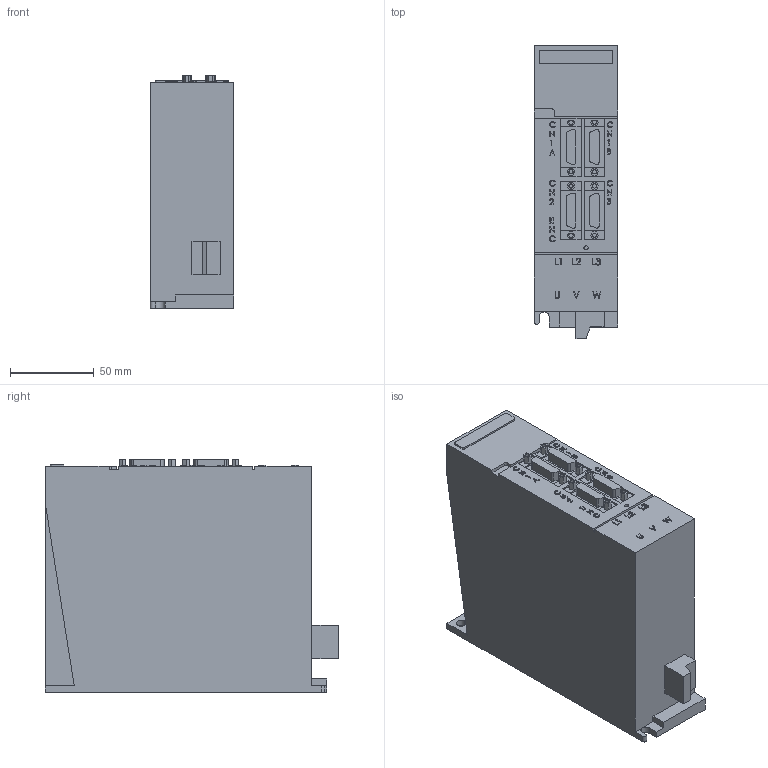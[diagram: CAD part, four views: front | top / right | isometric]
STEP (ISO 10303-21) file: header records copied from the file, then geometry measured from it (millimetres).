
FILE_DESCRIPTION (( 'STEP AP203' ), '1' );
FILE_NAME ('Servo-ampliflier-MR-J2S-10AB-Aratron-STEP.step', '2002-08-21T13:07:20', ( 'Jimmy Richardsson' ), ( 'Cevican AB' ), 'SwSTEP 2.0', 'SolidWorks 2002002', '' );
FILE_SCHEMA (( 'CONFIG_CONTROL_DESIGN' ));
Length unit declared in the file: millimetre
Products named in the file (1): Servo-ampliflier-MR-J2S-10AB-Aratron-STEP
Bounding box: 50 x 175 x 139 mm (x, y, z)
Volume: 1066265.6 mm3; surface area: 77990.7 mm2
Topology: 1 solids, 1 shells, 502 faces, 1337 edges, 891 vertices
Faces by surface type: plane 358, bspline 101, cylinder 43
Entity records: 24481 total; most frequent: CARTESIAN_POINT 12478, ORIENTED_EDGE 2674, DIRECTION 2026, EDGE_CURVE 1337, LINE 1048, VECTOR 1048, VERTEX_POINT 891, EDGE_LOOP 558
